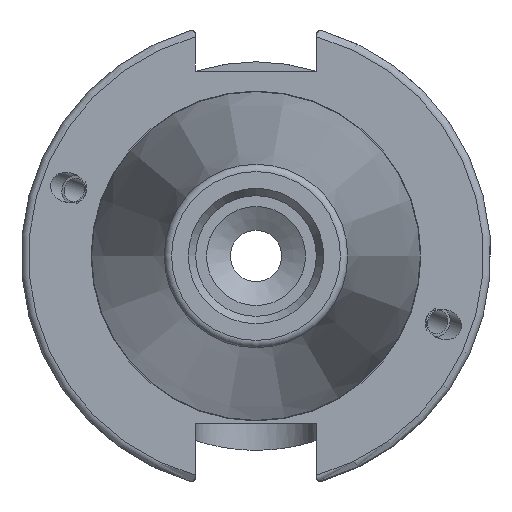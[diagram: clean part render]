
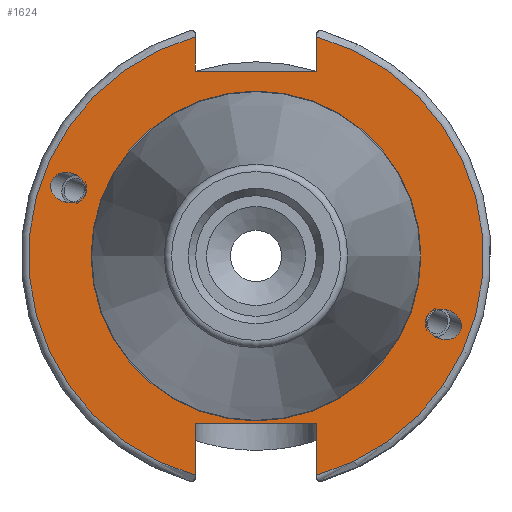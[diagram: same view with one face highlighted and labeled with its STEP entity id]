
A CAD part, left-side view. The second image highlights one B-rep face of the part: STEP entity #1624.
In plain terms, the highlighted planar face has unit normal (-1, 0, 0).
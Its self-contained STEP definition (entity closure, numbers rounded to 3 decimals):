
#40=ELLIPSE('',#1743,2.442,2.);
#50=ELLIPSE('',#1818,2.442,2.);
#77=FACE_BOUND('',#317,.T.);
#78=FACE_BOUND('',#318,.T.);
#79=FACE_BOUND('',#319,.T.);
#93=PLANE('',#1830);
#214=FACE_OUTER_BOUND('',#316,.T.);
#316=EDGE_LOOP('',(#1308,#1309,#1310,#1311,#1312,#1313,#1314,#1315));
#317=EDGE_LOOP('',(#1316));
#318=EDGE_LOOP('',(#1317));
#319=EDGE_LOOP('',(#1318));
#401=LINE('',#2935,#482);
#402=LINE('',#2937,#483);
#403=LINE('',#2939,#484);
#404=LINE('',#2943,#485);
#405=LINE('',#2945,#486);
#406=LINE('',#2946,#487);
#482=VECTOR('',#2224,10.);
#483=VECTOR('',#2225,10.);
#484=VECTOR('',#2226,10.);
#485=VECTOR('',#2229,10.);
#486=VECTOR('',#2230,10.);
#487=VECTOR('',#2231,10.);
#595=CIRCLE('',#1828,22.3);
#597=CIRCLE('',#1831,30.75);
#598=CIRCLE('',#1832,30.75);
#670=VERTEX_POINT('',#2643);
#718=VERTEX_POINT('',#2908);
#723=VERTEX_POINT('',#2926);
#724=VERTEX_POINT('',#2931);
#725=VERTEX_POINT('',#2932);
#726=VERTEX_POINT('',#2934);
#727=VERTEX_POINT('',#2936);
#728=VERTEX_POINT('',#2938);
#729=VERTEX_POINT('',#2940);
#730=VERTEX_POINT('',#2942);
#731=VERTEX_POINT('',#2944);
#852=EDGE_CURVE('',#670,#670,#40,.T.);
#926=EDGE_CURVE('',#718,#718,#50,.T.);
#934=EDGE_CURVE('',#723,#723,#595,.T.);
#936=EDGE_CURVE('',#724,#725,#597,.T.);
#937=EDGE_CURVE('',#724,#726,#401,.T.);
#938=EDGE_CURVE('',#726,#727,#402,.T.);
#939=EDGE_CURVE('',#727,#728,#403,.T.);
#940=EDGE_CURVE('',#729,#728,#598,.T.);
#941=EDGE_CURVE('',#729,#730,#404,.T.);
#942=EDGE_CURVE('',#730,#731,#405,.T.);
#943=EDGE_CURVE('',#731,#725,#406,.T.);
#1308=ORIENTED_EDGE('',*,*,#936,.F.);
#1309=ORIENTED_EDGE('',*,*,#937,.T.);
#1310=ORIENTED_EDGE('',*,*,#938,.T.);
#1311=ORIENTED_EDGE('',*,*,#939,.T.);
#1312=ORIENTED_EDGE('',*,*,#940,.F.);
#1313=ORIENTED_EDGE('',*,*,#941,.T.);
#1314=ORIENTED_EDGE('',*,*,#942,.T.);
#1315=ORIENTED_EDGE('',*,*,#943,.T.);
#1316=ORIENTED_EDGE('',*,*,#852,.T.);
#1317=ORIENTED_EDGE('',*,*,#926,.T.);
#1318=ORIENTED_EDGE('',*,*,#934,.F.);
#1624=ADVANCED_FACE('',(#214,#77,#78,#79),#93,.T.);
#1743=AXIS2_PLACEMENT_3D('',#2645,#2027,#2028);
#1818=AXIS2_PLACEMENT_3D('',#2910,#2193,#2194);
#1828=AXIS2_PLACEMENT_3D('',#2928,#2216,#2217);
#1830=AXIS2_PLACEMENT_3D('',#2930,#2220,#2221);
#1831=AXIS2_PLACEMENT_3D('',#2933,#2222,#2223);
#1832=AXIS2_PLACEMENT_3D('',#2941,#2227,#2228);
#2027=DIRECTION('center_axis',(1.,0.,0.));
#2028=DIRECTION('ref_axis',(0.,-0.94,-0.342));
#2193=DIRECTION('center_axis',(1.,0.,0.));
#2194=DIRECTION('ref_axis',(0.,0.94,0.342));
#2216=DIRECTION('center_axis',(-1.,0.,0.));
#2217=DIRECTION('ref_axis',(0.,-1.,0.));
#2220=DIRECTION('center_axis',(-1.,0.,0.));
#2221=DIRECTION('ref_axis',(0.,0.,1.));
#2222=DIRECTION('center_axis',(1.,0.,0.));
#2223=DIRECTION('ref_axis',(0.,-1.,0.));
#2224=DIRECTION('',(0.,0.,-1.));
#2225=DIRECTION('',(0.,1.,0.));
#2226=DIRECTION('',(0.,0.,1.));
#2227=DIRECTION('center_axis',(1.,0.,0.));
#2228=DIRECTION('ref_axis',(0.,1.,0.));
#2229=DIRECTION('',(0.,0.,1.));
#2230=DIRECTION('',(0.,-1.,0.));
#2231=DIRECTION('',(0.,0.,-1.));
#2643=CARTESIAN_POINT('',(3.175,-23.077,-8.399));
#2645=CARTESIAN_POINT('Origin',(3.175,-25.372,-9.235));
#2908=CARTESIAN_POINT('',(3.175,23.077,8.399));
#2910=CARTESIAN_POINT('Origin',(3.175,25.372,9.235));
#2926=CARTESIAN_POINT('',(3.175,0.,22.3));
#2928=CARTESIAN_POINT('Origin',(3.175,0.,0.));
#2930=CARTESIAN_POINT('Origin',(3.175,31.75,0.));
#2931=CARTESIAN_POINT('',(3.175,-8.19,29.639));
#2932=CARTESIAN_POINT('',(3.175,-8.19,-29.639));
#2933=CARTESIAN_POINT('Origin',(3.175,0.,0.));
#2934=CARTESIAN_POINT('',(3.175,-8.19,25.));
#2935=CARTESIAN_POINT('',(3.175,-8.19,12.5));
#2936=CARTESIAN_POINT('',(3.175,8.19,25.));
#2937=CARTESIAN_POINT('',(3.175,15.875,25.));
#2938=CARTESIAN_POINT('',(3.175,8.19,29.639));
#2939=CARTESIAN_POINT('',(3.175,8.19,12.5));
#2940=CARTESIAN_POINT('',(3.175,8.19,-29.639));
#2941=CARTESIAN_POINT('Origin',(3.175,0.,0.));
#2942=CARTESIAN_POINT('',(3.175,8.19,-22.6));
#2943=CARTESIAN_POINT('',(3.175,8.19,-11.3));
#2944=CARTESIAN_POINT('',(3.175,-8.19,-22.6));
#2945=CARTESIAN_POINT('',(3.175,15.875,-22.6));
#2946=CARTESIAN_POINT('',(3.175,-8.19,-11.3));
